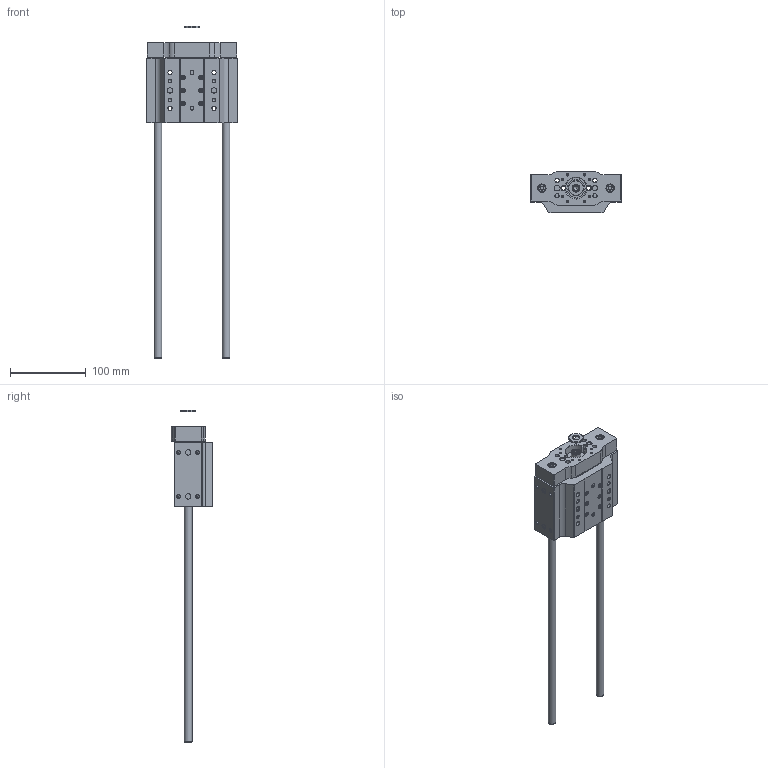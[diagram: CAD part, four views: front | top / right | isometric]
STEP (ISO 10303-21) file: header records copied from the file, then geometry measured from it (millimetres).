
FILE_DESCRIPTION(/* description */ ('STEP AP214'),/* implementation_level */ '2;1');
FILE_NAME(/* name */ '8158130_EAGF-P2-KF-45-300',/* time_stamp */ '2024-08-21T04:53:52+02:00',/* author */ ('License CC BY-ND 4.0'),/* organization */ ('CADENAS'),/* preprocessor_version */ 'ST-DEVELOPER v19.3',/* originating_system */ 'PARTsolutions',/* authorisation */ ' ');
FILE_SCHEMA (('AUTOMOTIVE_DESIGN {1 0 10303 214 3 1 1}'));
Length unit declared in the file: millimetre
Products named in the file (8): 8158130 EAGF-P2-KF-45-300---(0_high); 8158133 EAGF-P2-KF-45---(high_h); ISO 14579 M3x10(F); 3118982 EAGF-P1-16---(N); 8158133 EAGF-P2-KF-45---(300_high_p); DIN-9021 8.4; Washer ISO 7090 10; ISO 14579 M8x25(F)
Assembly tree (15 placements, depth 2):
  8158130 EAGF-P2-KF-45-300---(0_high)
    8158133 EAGF-P2-KF-45---(high_h)
    ISO 14579 M3x10(F)  x6
    3118982 EAGF-P1-16---(N)  x2
    8158133 EAGF-P2-KF-45---(300_high_p)
    DIN-9021 8.4  x2
    Washer ISO 7090 10  x2
    ISO 14579 M8x25(F)
Bounding box: 120 x 55 x 438 mm (x, y, z)
Volume: 408312.4 mm3; surface area: 103064.5 mm2
Topology: 15 solids, 15 shells, 548 faces, 1334 edges, 846 vertices
Faces by surface type: cylinder 259, plane 138, cone 128, torus 23
Full cylindrical faces by diameter (mm): 2.459 x14, 3 x6, 3.4 x6, 4.134 x12, 5 x1, 5.5 x16, 6 x6, 7 x7, 8 x1, 8.4 x2, 10 x12, 10.5 x2, 11 x2, 12 x1, 13 x1, 20 x2, 24 x2
Entity records: 10503 total; most frequent: CARTESIAN_POINT 2005, DIRECTION 1792, ORIENTED_EDGE 1460, AXIS2_PLACEMENT_3D 757, EDGE_CURVE 730, FACE_BOUND 606, EDGE_LOOP 584, VERTEX_POINT 568
